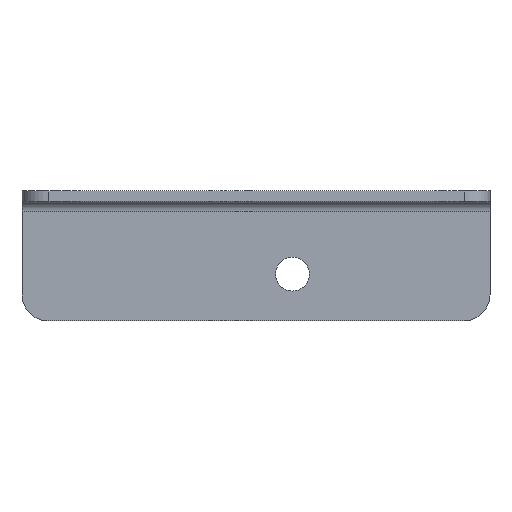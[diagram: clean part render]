
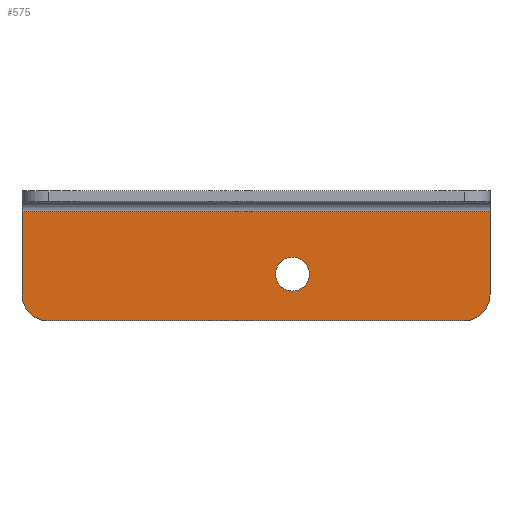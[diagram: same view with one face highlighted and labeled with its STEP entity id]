
A CAD part, front view. The second image highlights one B-rep face of the part: STEP entity #575.
In plain terms, the highlighted planar face has unit normal (0, -1, 0).
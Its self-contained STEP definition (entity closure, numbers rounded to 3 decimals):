
#69=CARTESIAN_POINT('',(-40.,-2.,-20.));
#70=DIRECTION('',(0.,1.,0.));
#71=DIRECTION('',(0.,0.,-1.));
#72=AXIS2_PLACEMENT_3D('',#69,#70,#71);
#77=DIRECTION('',(0.,0.,1.));
#78=VECTOR('',#77,16.);
#79=CARTESIAN_POINT('',(-45.,-2.,-20.));
#80=LINE('',#79,#78);
#84=CARTESIAN_POINT('',(40.,-2.,-20.));
#85=DIRECTION('',(0.,1.,0.));
#86=DIRECTION('',(1.,0.,0.));
#87=AXIS2_PLACEMENT_3D('',#84,#85,#86);
#92=DIRECTION('',(-1.,0.,0.));
#93=VECTOR('',#92,80.);
#94=CARTESIAN_POINT('',(40.,-2.,-25.));
#95=LINE('',#94,#93);
#99=CARTESIAN_POINT('',(7.,-2.,-16.));
#100=DIRECTION('',(0.,-1.,0.));
#101=DIRECTION('',(-1.,0.,0.));
#102=AXIS2_PLACEMENT_3D('',#99,#100,#101);
#107=CARTESIAN_POINT('',(7.,-2.,-16.));
#108=DIRECTION('',(0.,-1.,0.));
#109=DIRECTION('',(1.,0.,0.));
#110=AXIS2_PLACEMENT_3D('',#107,#108,#109);
#122=DIRECTION('',(-1.,0.,0.));
#123=VECTOR('',#122,90.);
#124=CARTESIAN_POINT('',(45.,-2.,-4.));
#125=LINE('',#124,#123);
#334=DIRECTION('',(0.,0.,1.));
#335=VECTOR('',#334,16.);
#336=CARTESIAN_POINT('',(45.,-2.,-20.));
#337=LINE('',#336,#335);
#442=CARTESIAN_POINT('',(-45.,-2.,-20.));
#444=VERTEX_POINT('',#442);
#455=CARTESIAN_POINT('',(-45.,-2.,-4.));
#456=VERTEX_POINT('',#455);
#457=CARTESIAN_POINT('',(-40.,-2.,-25.));
#458=VERTEX_POINT('',#457);
#461=CARTESIAN_POINT('',(45.,-2.,-4.));
#462=VERTEX_POINT('',#461);
#463=CARTESIAN_POINT('',(45.,-2.,-20.));
#464=VERTEX_POINT('',#463);
#465=CARTESIAN_POINT('',(40.,-2.,-25.));
#466=VERTEX_POINT('',#465);
#467=CARTESIAN_POINT('',(3.75,-2.,-16.));
#468=CARTESIAN_POINT('',(10.25,-2.,-16.));
#469=VERTEX_POINT('',#467);
#470=VERTEX_POINT('',#468);
#552=CARTESIAN_POINT('',(-45.,-2.,-4.));
#553=DIRECTION('',(0.,-1.,0.));
#554=DIRECTION('',(0.,0.,-1.));
#555=AXIS2_PLACEMENT_3D('',#552,#553,#554);
#556=PLANE('',#555);
#557=ORIENTED_EDGE('',*,*,#542,.T.);
#558=ORIENTED_EDGE('',*,*,#532,.T.);
#560=ORIENTED_EDGE('',*,*,#559,.F.);
#562=ORIENTED_EDGE('',*,*,#561,.F.);
#564=ORIENTED_EDGE('',*,*,#563,.T.);
#566=ORIENTED_EDGE('',*,*,#565,.T.);
#567=EDGE_LOOP('',(#557,#558,#560,#562,#564,#566));
#568=FACE_OUTER_BOUND('',#567,.F.);
#570=ORIENTED_EDGE('',*,*,#569,.T.);
#572=ORIENTED_EDGE('',*,*,#571,.T.);
#573=EDGE_LOOP('',(#570,#572));
#574=FACE_BOUND('',#573,.F.);
#575=ADVANCED_FACE('',(#568,#574),#556,.T.);
#73=CIRCLE('',#72,5.);
#88=CIRCLE('',#87,5.);
#103=CIRCLE('',#102,3.25);
#111=CIRCLE('',#110,3.25);
#532=EDGE_CURVE('',#444,#456,#80,.T.);
#542=EDGE_CURVE('',#458,#444,#73,.T.);
#559=EDGE_CURVE('',#462,#456,#125,.T.);
#561=EDGE_CURVE('',#464,#462,#337,.T.);
#563=EDGE_CURVE('',#464,#466,#88,.T.);
#565=EDGE_CURVE('',#466,#458,#95,.T.);
#569=EDGE_CURVE('',#469,#470,#103,.T.);
#571=EDGE_CURVE('',#470,#469,#111,.T.);
